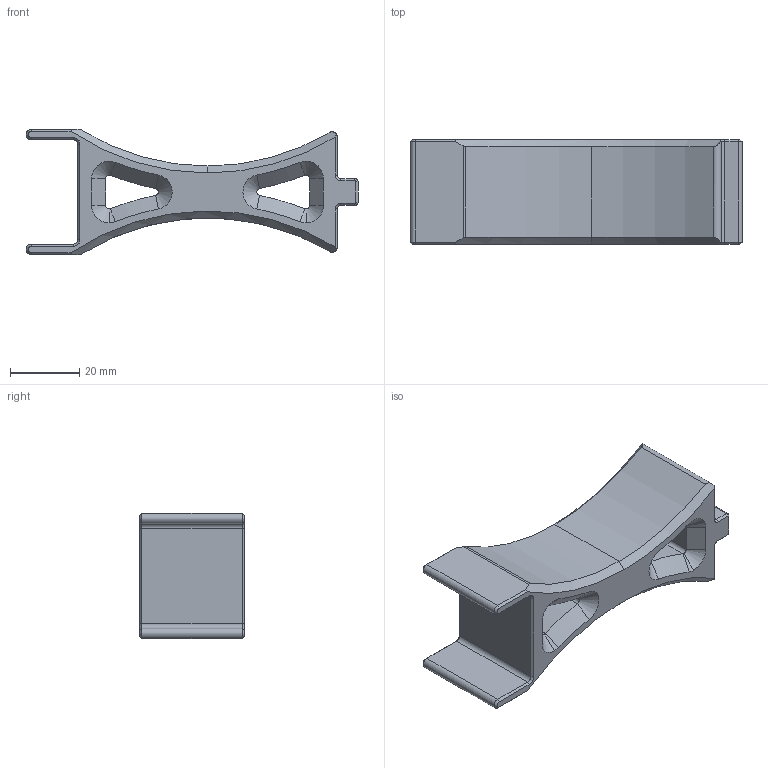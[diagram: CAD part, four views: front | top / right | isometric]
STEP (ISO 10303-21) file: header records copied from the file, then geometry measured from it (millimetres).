
FILE_DESCRIPTION (( 'STEP AP214' ), '1' );
FILE_NAME ('gabarito hestia roda v2.STEP', '2025-05-18T22:59:03', ( '' ), ( '' ), 'SwSTEP 2.0', 'SolidWorks 2024', '' );
FILE_SCHEMA (( 'AUTOMOTIVE_DESIGN' ));
Length unit declared in the file: millimetre
Products named in the file (1): gabarito hestia roda v2
Bounding box: 96 x 30.2 x 36.2 mm (x, y, z)
Volume: 46731.1 mm3; surface area: 13873 mm2
Topology: 1 solids, 1 shells, 112 faces, 271 edges, 161 vertices
Faces by surface type: cone 46, plane 38, cylinder 28
Entity records: 3311 total; most frequent: CARTESIAN_POINT 663, DIRECTION 566, ORIENTED_EDGE 542, EDGE_CURVE 271, AXIS2_PLACEMENT_3D 208, VERTEX_POINT 161, VECTOR 150, LINE 150
